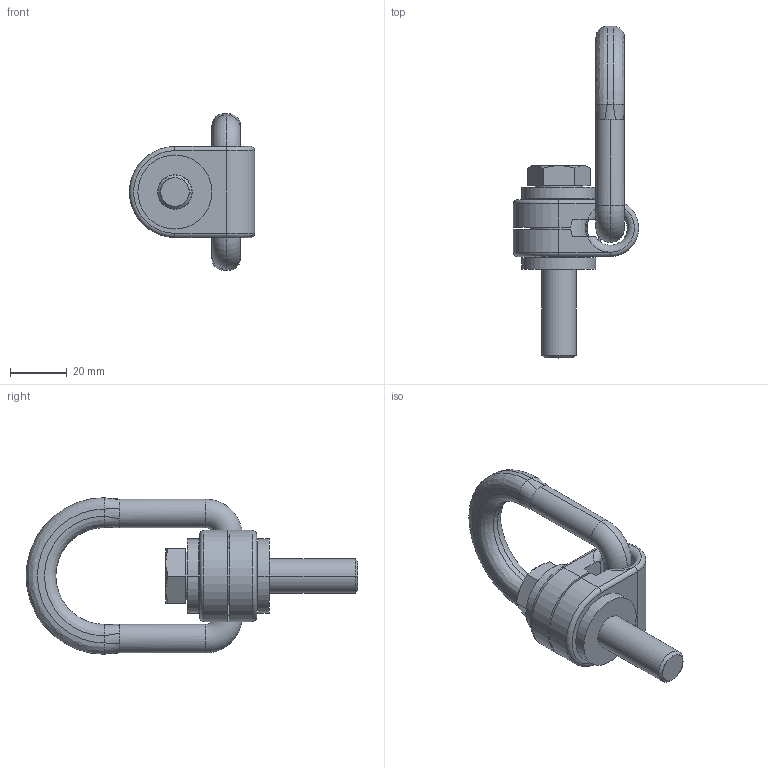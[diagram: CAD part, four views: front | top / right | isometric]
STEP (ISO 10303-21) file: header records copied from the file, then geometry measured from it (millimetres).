
FILE_DESCRIPTION((''),'2;1');
FILE_NAME('001-M31813-DX8_ASM','2006-02-23T',('jakubetz'),(''),'PRO/ENGINEER BY PARAMETRIC TECHNOLOGY CORPORATION, 2001400','PRO/ENGINEER BY PARAMETRIC TECHNOLOGY CORPORATION, 2001400','');
FILE_SCHEMA(('CONFIG_CONTROL_DESIGN'));
Length unit declared in the file: millimetre
Products named in the file (7): 001-M31813-P-1; 001-M31813-P-2; 001-M31813-P-3; 001-M31228-RT2; 001-M31813-BA1; 001-M31119-V05; 001-M31813-DX8_ASM
Assembly tree (6 placements, depth 2):
  001-M31813-DX8_ASM
    001-M31813-P-1
    001-M31813-P-2
    001-M31813-P-3
    001-M31228-RT2
    001-M31813-BA1
    001-M31119-V05
Bounding box: 44 x 116.6 x 55 mm (x, y, z)
Volume: 45065.6 mm3; surface area: 23758.1 mm2
Topology: 6 solids, 7 shells, 633 faces, 1725 edges, 1135 vertices
Faces by surface type: plane 513, cylinder 62, torus 22, bspline 16, cone 12, revolution 8
Entity records: 20899 total; most frequent: CARTESIAN_POINT 4760, ORIENTED_EDGE 3446, DIRECTION 3070, EDGE_CURVE 1725, VECTOR 1420, LINE 1420, VERTEX_POINT 1135, AXIS2_PLACEMENT_3D 821
